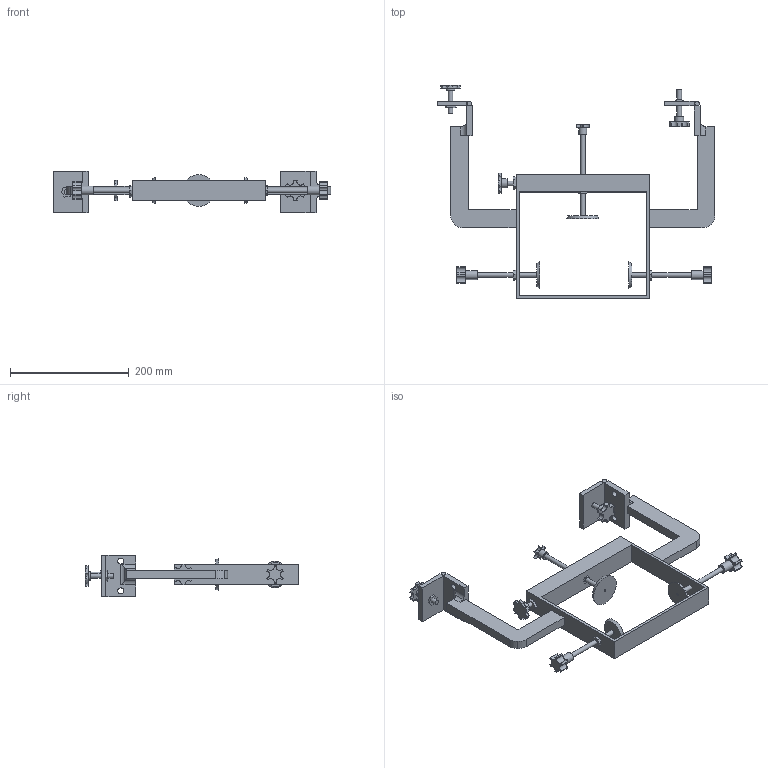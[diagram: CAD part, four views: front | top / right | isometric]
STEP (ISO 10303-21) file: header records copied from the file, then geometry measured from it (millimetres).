
FILE_DESCRIPTION(('HOOPS Exchange Step'),'2;1');
FILE_NAME('temp_export','2021-08-25T17:45:23+02:00',('lucasmac'),('Shapr3D Limited'),'HOOPS Exchange 2021.1','Shapr3D','Authorized');
FILE_SCHEMA( ('AP203_CONFIGURATION_CONTROLLED_3D_DESIGN_OF_MECHANICAL_PARTS_AND_ASSEMBLIES_MIM_LF') );
Length unit declared in the file: millimetre
Products named in the file (3): 0; 39C184B1-CBDB-47CD-B92C-B0EA5ED0717C.tmp
Assembly tree (2 placements, depth 3):
  39C184B1-CBDB-47CD-B92C-B0EA5ED0717C.tmp
    0
      0
Bounding box: 468 x 360 x 70 mm (x, y, z)
Volume: 771518.9 mm3; surface area: 203006.1 mm2
Topology: 18 solids, 18 shells, 300 faces, 767 edges, 519 vertices
Faces by surface type: cylinder 148, plane 146, cone 6
Full cylindrical faces by diameter (mm): 7.866 x11, 8 x3, 10 x4, 13 x1, 15 x5
Entity records: 9425 total; most frequent: DIRECTION 1750, CARTESIAN_POINT 1591, ORIENTED_EDGE 1534, EDGE_CURVE 767, AXIS2_PLACEMENT_3D 678, VERTEX_POINT 519, VECTOR 394, LINE 394
